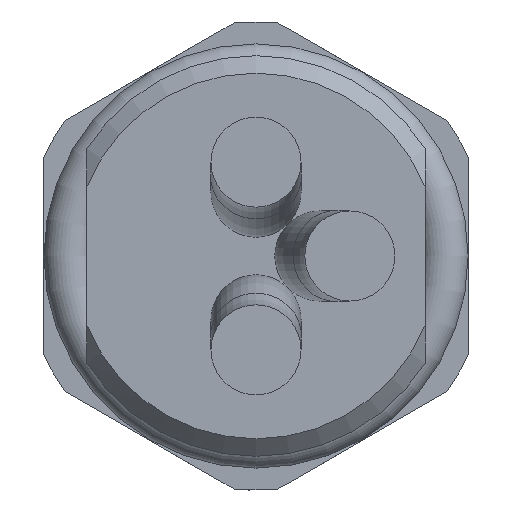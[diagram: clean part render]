
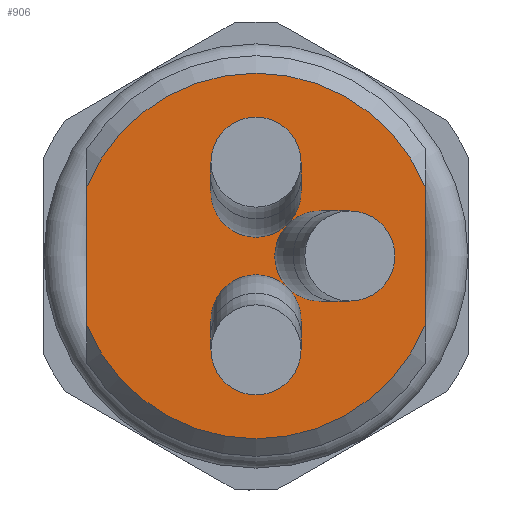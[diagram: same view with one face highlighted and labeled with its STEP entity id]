
A CAD part, front view. The second image highlights one B-rep face of the part: STEP entity #906.
In plain terms, the highlighted planar face has unit normal (0, -1, 0).
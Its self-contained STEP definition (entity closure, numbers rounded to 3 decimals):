
#135=LINE('',#4428,#307);
#136=LINE('',#4442,#308);
#307=VECTOR('',#3603,1.);
#308=VECTOR('',#3610,1.);
#906=ADVANCED_FACE('',(#1157,#1158,#1159,#1160),#1072,.F.);
#1072=PLANE('',#3238);
#1157=FACE_BOUND('',#1267,.T.);
#1158=FACE_BOUND('',#1268,.T.);
#1159=FACE_BOUND('',#1269,.T.);
#1160=FACE_BOUND('',#1270,.T.);
#1267=EDGE_LOOP('',(#1636,#1637,#1638,#1639));
#1268=EDGE_LOOP('',(#1640));
#1269=EDGE_LOOP('',(#1641));
#1270=EDGE_LOOP('',(#1642));
#1636=ORIENTED_EDGE('',*,*,#2714,.F.);
#1637=ORIENTED_EDGE('',*,*,#2713,.T.);
#1638=ORIENTED_EDGE('',*,*,#2710,.T.);
#1639=ORIENTED_EDGE('',*,*,#2708,.T.);
#1640=ORIENTED_EDGE('',*,*,#2715,.T.);
#1641=ORIENTED_EDGE('',*,*,#2716,.T.);
#1642=ORIENTED_EDGE('',*,*,#2717,.T.);
#2389=VERTEX_POINT('',#4420);
#2390=VERTEX_POINT('',#4422);
#2391=VERTEX_POINT('',#4429);
#2392=VERTEX_POINT('',#4439);
#2393=VERTEX_POINT('',#4445);
#2394=VERTEX_POINT('',#4447);
#2395=VERTEX_POINT('',#4449);
#2708=EDGE_CURVE('',#2390,#2389,#3091,.T.);
#2710=EDGE_CURVE('',#2391,#2390,#135,.T.);
#2713=EDGE_CURVE('',#2392,#2391,#3092,.T.);
#2714=EDGE_CURVE('',#2392,#2389,#136,.T.);
#2715=EDGE_CURVE('',#2393,#2393,#3093,.T.);
#2716=EDGE_CURVE('',#2394,#2394,#3094,.T.);
#2717=EDGE_CURVE('',#2395,#2395,#3095,.T.);
#3091=CIRCLE('',#3229,7.3);
#3092=CIRCLE('',#3232,7.3);
#3093=CIRCLE('',#3235,1.8);
#3094=CIRCLE('',#3236,1.8);
#3095=CIRCLE('',#3237,1.8);
#3229=AXIS2_PLACEMENT_3D('',#4421,#3599,#3600);
#3232=AXIS2_PLACEMENT_3D('',#4440,#3606,#3607);
#3235=AXIS2_PLACEMENT_3D('',#4444,#3613,#3614);
#3236=AXIS2_PLACEMENT_3D('',#4446,#3615,#3616);
#3237=AXIS2_PLACEMENT_3D('',#4448,#3617,#3618);
#3238=AXIS2_PLACEMENT_3D('',#4450,#3619,#3620);
#3599=DIRECTION('',(0.,-1.,0.));
#3600=DIRECTION('',(0.,0.,-1.));
#3603=DIRECTION('',(0.,0.,1.));
#3606=DIRECTION('',(0.,-1.,0.));
#3607=DIRECTION('',(0.,0.,-1.));
#3610=DIRECTION('',(0.,0.,1.));
#3613=DIRECTION('',(0.,1.,0.));
#3614=DIRECTION('',(0.,0.,-1.));
#3615=DIRECTION('',(0.,1.,0.));
#3616=DIRECTION('',(0.,0.,-1.));
#3617=DIRECTION('',(0.,1.,0.));
#3618=DIRECTION('',(0.,0.,-1.));
#3619=DIRECTION('',(0.,1.,0.));
#3620=DIRECTION('',(0.,0.,1.));
#4420=CARTESIAN_POINT('',(93.25,86.05,2.78));
#4421=CARTESIAN_POINT('',(100.,86.05,0.));
#4422=CARTESIAN_POINT('',(106.75,86.05,2.78));
#4428=CARTESIAN_POINT('',(106.75,86.05,0.));
#4429=CARTESIAN_POINT('',(106.75,86.05,-2.78));
#4439=CARTESIAN_POINT('',(93.25,86.05,-2.78));
#4440=CARTESIAN_POINT('',(100.,86.05,0.));
#4442=CARTESIAN_POINT('',(93.25,86.05,0.));
#4444=CARTESIAN_POINT('',(100.,86.05,-2.55));
#4445=CARTESIAN_POINT('',(100.,86.05,-4.35));
#4446=CARTESIAN_POINT('',(100.,86.05,2.55));
#4447=CARTESIAN_POINT('',(100.,86.05,0.75));
#4448=CARTESIAN_POINT('',(102.55,86.05,0.));
#4449=CARTESIAN_POINT('',(102.55,86.05,-1.8));
#4450=CARTESIAN_POINT('',(107.3,86.05,0.));
